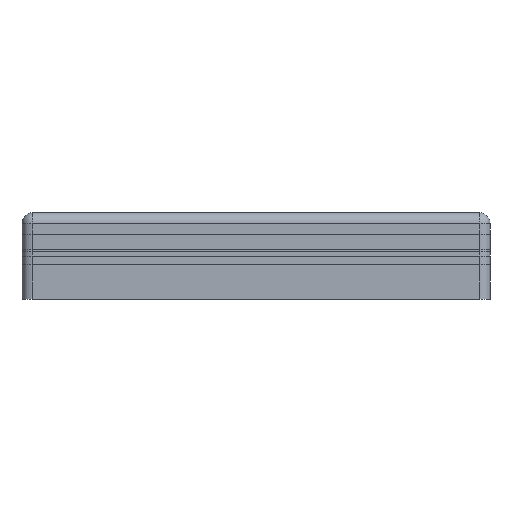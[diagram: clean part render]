
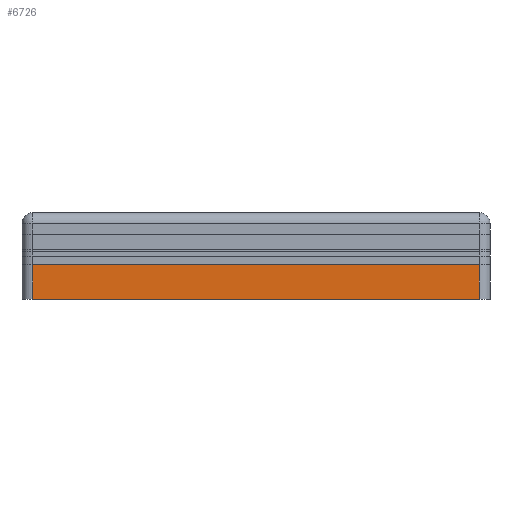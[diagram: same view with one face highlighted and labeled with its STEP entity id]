
A CAD part, front view. The second image highlights one B-rep face of the part: STEP entity #6726.
In plain terms, the highlighted planar face has unit normal (0, -1, 0).
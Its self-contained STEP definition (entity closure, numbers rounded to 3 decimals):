
#4788 = PLANE('',#4789);
#4789 = AXIS2_PLACEMENT_3D('',#4790,#4791,#4792);
#4790 = CARTESIAN_POINT('',(-51.5,-55.,-10.));
#4791 = DIRECTION('',(0.,0.,1.));
#4792 = DIRECTION('',(1.,0.,0.));
#5838 = VERTEX_POINT('',#5839);
#5839 = CARTESIAN_POINT('',(-103.,-112.5,-2.));
#5853 = PLANE('',#5854);
#5854 = AXIS2_PLACEMENT_3D('',#5855,#5856,#5857);
#5855 = CARTESIAN_POINT('',(-103.,-112.5,0.));
#5856 = DIRECTION('',(0.,-1.,0.));
#5857 = DIRECTION('',(1.,0.,0.));
#5880 = CYLINDRICAL_SURFACE('',#5881,2.5);
#5881 = AXIS2_PLACEMENT_3D('',#5882,#5883,#5884);
#5882 = CARTESIAN_POINT('',(-103.,-110.,-2.));
#5883 = DIRECTION('',(0.,0.,1.));
#5884 = DIRECTION('',(1.,0.,0.));
#6035 = VERTEX_POINT('',#6036);
#6036 = CARTESIAN_POINT('',(0.,-112.5,-10.));
#6055 = CYLINDRICAL_SURFACE('',#6056,2.5);
#6056 = AXIS2_PLACEMENT_3D('',#6057,#6058,#6059);
#6057 = CARTESIAN_POINT('',(0.,-110.,-2.));
#6058 = DIRECTION('',(0.,0.,1.));
#6059 = DIRECTION('',(1.,0.,0.));
#6067 = EDGE_CURVE('',#6068,#6035,#6070,.T.);
#6068 = VERTEX_POINT('',#6069);
#6069 = CARTESIAN_POINT('',(-103.,-112.5,-10.));
#6070 = SURFACE_CURVE('',#6071,(#6075,#6082),.PCURVE_S1.);
#6071 = LINE('',#6072,#6073);
#6072 = CARTESIAN_POINT('',(-103.,-112.5,-10.));
#6073 = VECTOR('',#6074,1.);
#6074 = DIRECTION('',(1.,0.,0.));
#6075 = PCURVE('',#4788,#6076);
#6076 = DEFINITIONAL_REPRESENTATION('',(#6077),#6081);
#6077 = LINE('',#6078,#6079);
#6078 = CARTESIAN_POINT('',(-51.5,-57.5));
#6079 = VECTOR('',#6080,1.);
#6080 = DIRECTION('',(1.,0.));
#6081 = ( GEOMETRIC_REPRESENTATION_CONTEXT(2) 
PARAMETRIC_REPRESENTATION_CONTEXT() REPRESENTATION_CONTEXT('2D SPACE',''
  ) );
#6082 = PCURVE('',#6083,#6088);
#6083 = PLANE('',#6084);
#6084 = AXIS2_PLACEMENT_3D('',#6085,#6086,#6087);
#6085 = CARTESIAN_POINT('',(-103.,-112.5,-2.));
#6086 = DIRECTION('',(0.,-1.,0.));
#6087 = DIRECTION('',(1.,0.,0.));
#6088 = DEFINITIONAL_REPRESENTATION('',(#6089),#6093);
#6089 = LINE('',#6090,#6091);
#6090 = CARTESIAN_POINT('',(0.,-8.));
#6091 = VECTOR('',#6092,1.);
#6092 = DIRECTION('',(1.,0.));
#6093 = ( GEOMETRIC_REPRESENTATION_CONTEXT(2) 
PARAMETRIC_REPRESENTATION_CONTEXT() REPRESENTATION_CONTEXT('2D SPACE',''
  ) );
#6580 = EDGE_CURVE('',#5838,#6581,#6583,.T.);
#6581 = VERTEX_POINT('',#6582);
#6582 = CARTESIAN_POINT('',(0.,-112.5,-2.));
#6583 = SURFACE_CURVE('',#6584,(#6588,#6595),.PCURVE_S1.);
#6584 = LINE('',#6585,#6586);
#6585 = CARTESIAN_POINT('',(-103.,-112.5,-2.));
#6586 = VECTOR('',#6587,1.);
#6587 = DIRECTION('',(1.,0.,0.));
#6588 = PCURVE('',#5853,#6589);
#6589 = DEFINITIONAL_REPRESENTATION('',(#6590),#6594);
#6590 = LINE('',#6591,#6592);
#6591 = CARTESIAN_POINT('',(0.,-2.));
#6592 = VECTOR('',#6593,1.);
#6593 = DIRECTION('',(1.,0.));
#6594 = ( GEOMETRIC_REPRESENTATION_CONTEXT(2) 
PARAMETRIC_REPRESENTATION_CONTEXT() REPRESENTATION_CONTEXT('2D SPACE',''
  ) );
#6595 = PCURVE('',#6083,#6596);
#6596 = DEFINITIONAL_REPRESENTATION('',(#6597),#6601);
#6597 = LINE('',#6598,#6599);
#6598 = CARTESIAN_POINT('',(0.,0.));
#6599 = VECTOR('',#6600,1.);
#6600 = DIRECTION('',(1.,0.));
#6601 = ( GEOMETRIC_REPRESENTATION_CONTEXT(2) 
PARAMETRIC_REPRESENTATION_CONTEXT() REPRESENTATION_CONTEXT('2D SPACE',''
  ) );
#6628 = EDGE_CURVE('',#5838,#6068,#6629,.T.);
#6629 = SURFACE_CURVE('',#6630,(#6634,#6641),.PCURVE_S1.);
#6630 = LINE('',#6631,#6632);
#6631 = CARTESIAN_POINT('',(-103.,-112.5,-2.));
#6632 = VECTOR('',#6633,1.);
#6633 = DIRECTION('',(0.,0.,-1.));
#6634 = PCURVE('',#5880,#6635);
#6635 = DEFINITIONAL_REPRESENTATION('',(#6636),#6640);
#6636 = LINE('',#6637,#6638);
#6637 = CARTESIAN_POINT('',(-1.571,0.));
#6638 = VECTOR('',#6639,1.);
#6639 = DIRECTION('',(-0.,-1.));
#6640 = ( GEOMETRIC_REPRESENTATION_CONTEXT(2) 
PARAMETRIC_REPRESENTATION_CONTEXT() REPRESENTATION_CONTEXT('2D SPACE',''
  ) );
#6641 = PCURVE('',#6083,#6642);
#6642 = DEFINITIONAL_REPRESENTATION('',(#6643),#6647);
#6643 = LINE('',#6644,#6645);
#6644 = CARTESIAN_POINT('',(0.,0.));
#6645 = VECTOR('',#6646,1.);
#6646 = DIRECTION('',(0.,-1.));
#6647 = ( GEOMETRIC_REPRESENTATION_CONTEXT(2) 
PARAMETRIC_REPRESENTATION_CONTEXT() REPRESENTATION_CONTEXT('2D SPACE',''
  ) );
#6684 = EDGE_CURVE('',#6581,#6035,#6685,.T.);
#6685 = SURFACE_CURVE('',#6686,(#6690,#6697),.PCURVE_S1.);
#6686 = LINE('',#6687,#6688);
#6687 = CARTESIAN_POINT('',(0.,-112.5,-2.));
#6688 = VECTOR('',#6689,1.);
#6689 = DIRECTION('',(0.,0.,-1.));
#6690 = PCURVE('',#6055,#6691);
#6691 = DEFINITIONAL_REPRESENTATION('',(#6692),#6696);
#6692 = LINE('',#6693,#6694);
#6693 = CARTESIAN_POINT('',(-1.571,0.));
#6694 = VECTOR('',#6695,1.);
#6695 = DIRECTION('',(-0.,-1.));
#6696 = ( GEOMETRIC_REPRESENTATION_CONTEXT(2) 
PARAMETRIC_REPRESENTATION_CONTEXT() REPRESENTATION_CONTEXT('2D SPACE',''
  ) );
#6697 = PCURVE('',#6083,#6698);
#6698 = DEFINITIONAL_REPRESENTATION('',(#6699),#6703);
#6699 = LINE('',#6700,#6701);
#6700 = CARTESIAN_POINT('',(103.,0.));
#6701 = VECTOR('',#6702,1.);
#6702 = DIRECTION('',(0.,-1.));
#6703 = ( GEOMETRIC_REPRESENTATION_CONTEXT(2) 
PARAMETRIC_REPRESENTATION_CONTEXT() REPRESENTATION_CONTEXT('2D SPACE',''
  ) );
#6726 = ADVANCED_FACE('',(#6727),#6083,.T.);
#6727 = FACE_BOUND('',#6728,.T.);
#6728 = EDGE_LOOP('',(#6729,#6730,#6731,#6732));
#6729 = ORIENTED_EDGE('',*,*,#6628,.T.);
#6730 = ORIENTED_EDGE('',*,*,#6067,.T.);
#6731 = ORIENTED_EDGE('',*,*,#6684,.F.);
#6732 = ORIENTED_EDGE('',*,*,#6580,.F.);
